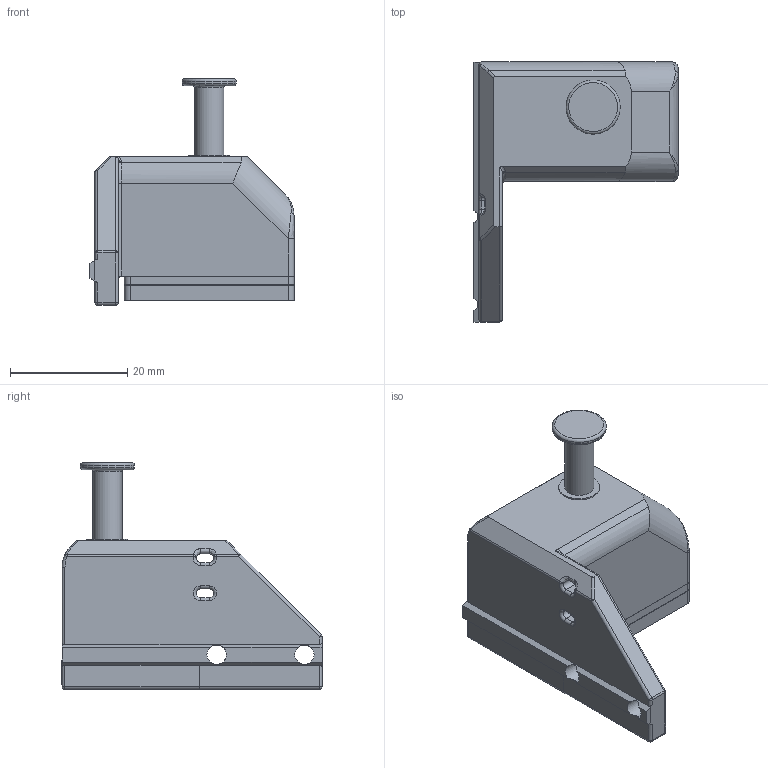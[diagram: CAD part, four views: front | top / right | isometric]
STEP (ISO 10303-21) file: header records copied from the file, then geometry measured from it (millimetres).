
FILE_DESCRIPTION(/* description */ (''),/* implementation_level */ '2;1');
FILE_NAME(/* name */ 'Wasp-Wide-Bed.step',/* time_stamp */ '2022-11-13T12:50:20+01:00',/* author */ (''),/* organization */ (''),/* preprocessor_version */ 'ST-DEVELOPER v19.2',/* originating_system */ 'Autodesk Translation Framework v11.17.0.187',/* authorisation */ '');
FILE_SCHEMA (('AUTOMOTIVE_DESIGN { 1 0 10303 214 3 1 1 }'));
Length unit declared in the file: millimetre
Products named in the file (13): Wasp-Wide-Bed; Tri-Zero Bed v19 v1; Nozzle_Endstop; z_nozzle_endstop_endstop_short_pcb_copy v2 (1); nozzle endswitch_body; nozzle_endswitch_body_cover; bushing 5mmx7mmx8^z_nozzle_endstop_endstop_short_pcb (1); screw post 4mmx5mmx15mm^z_nozzle_endstop_endstop_short_pcb (1); m4x6 SHCS^z_nozzle_endstop_endstop_short_pcb (1); Z Endstop PCB Assembly; Omron_D2F_F-1; PCB; JST 2 Pin
Assembly tree (12 placements, depth 6):
  Wasp-Wide-Bed
    Tri-Zero Bed v19 v1
      Nozzle_Endstop
        z_nozzle_endstop_endstop_short_pcb_copy v2 (1)
          nozzle endswitch_body
            nozzle_endswitch_body_cover
          bushing 5mmx7mmx8^z_nozzle_endstop_endstop_short_pcb (1)
          screw post 4mmx5mmx15mm^z_nozzle_endstop_endstop_short_pcb (1)
          m4x6 SHCS^z_nozzle_endstop_endstop_short_pcb (1)
          Z Endstop PCB Assembly
            Omron_D2F_F-1
            PCB
            JST 2 Pin
Bounding box: 34.85 x 44.41 x 38.7 mm (x, y, z)
Volume: 16405.4 mm3; surface area: 10719.2 mm2
Topology: 9 solids, 10 shells, 320 faces, 774 edges, 492 vertices
Faces by surface type: plane 195, cylinder 86, bspline 17, torus 12, sphere 10
Full cylindrical faces by diameter (mm): 1.7 x8, 2 x1, 3.3 x2, 3.5 x1, 3.7 x8, 3.9 x1, 5 x2, 6.8 x1, 7 x2, 9 x1, 9.25 x1
Entity records: 10408 total; most frequent: CARTESIAN_POINT 2258, DIRECTION 1651, ORIENTED_EDGE 1544, EDGE_CURVE 772, AXIS2_PLACEMENT_3D 563, LINE 525, VECTOR 525, VERTEX_POINT 492
